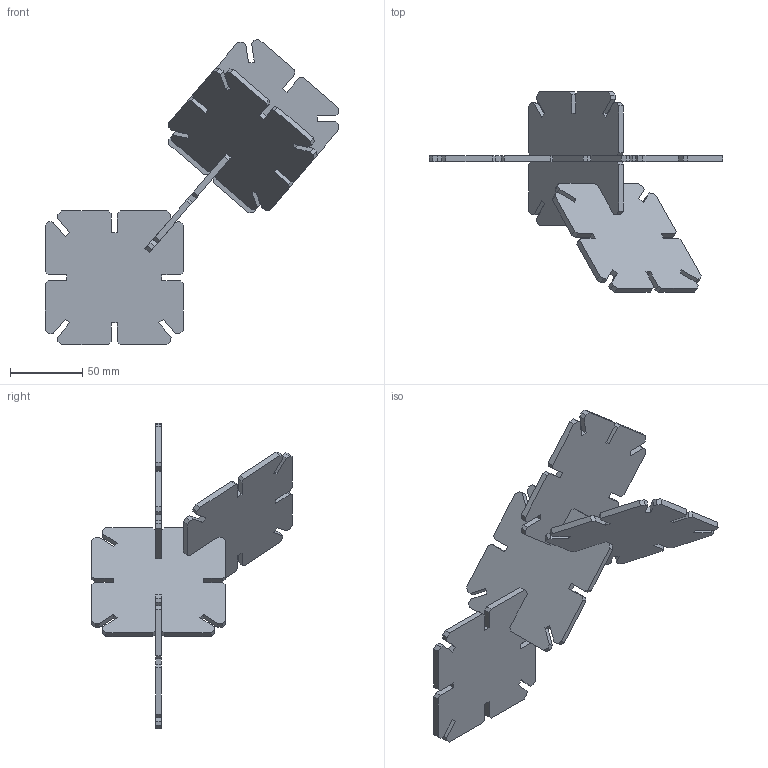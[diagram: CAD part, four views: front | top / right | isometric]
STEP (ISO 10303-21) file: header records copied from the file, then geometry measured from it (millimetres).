
FILE_DESCRIPTION(/* description */ (''),/* implementation_level */ '2;1');
FILE_NAME(/* name */ 'Assembly file.stp',/* time_stamp */ '2023-05-05T00:22:05-05:00',/* author */ ('Roberto'),/* organization */ (''),/* preprocessor_version */ 'ST-DEVELOPER v18.1',/* originating_system */ 'Autodesk Inventor 2022',/* authorisation */ '');
FILE_SCHEMA (('AUTOMOTIVE_DESIGN { 1 0 10303 214 3 1 1 }'));
Length unit declared in the file: millimetre
Products named in the file (2): Asse Par 1; Parametrico 1
Assembly tree (4 placements, depth 2):
  Asse Par 1
    Parametrico 1  x4
Bounding box: 203.56 x 139 x 211.4 mm (x, y, z)
Volume: 133270 mm3; surface area: 74413.5 mm2
Topology: 4 solids, 4 shells, 232 faces, 672 edges, 448 vertices
Faces by surface type: plane 232
Entity records: 1963 total; most frequent: CARTESIAN_POINT 344, ORIENTED_EDGE 336, DIRECTION 296, LINE 168, VECTOR 168, EDGE_CURVE 168, VERTEX_POINT 112, AXIS2_PLACEMENT_3D 64
